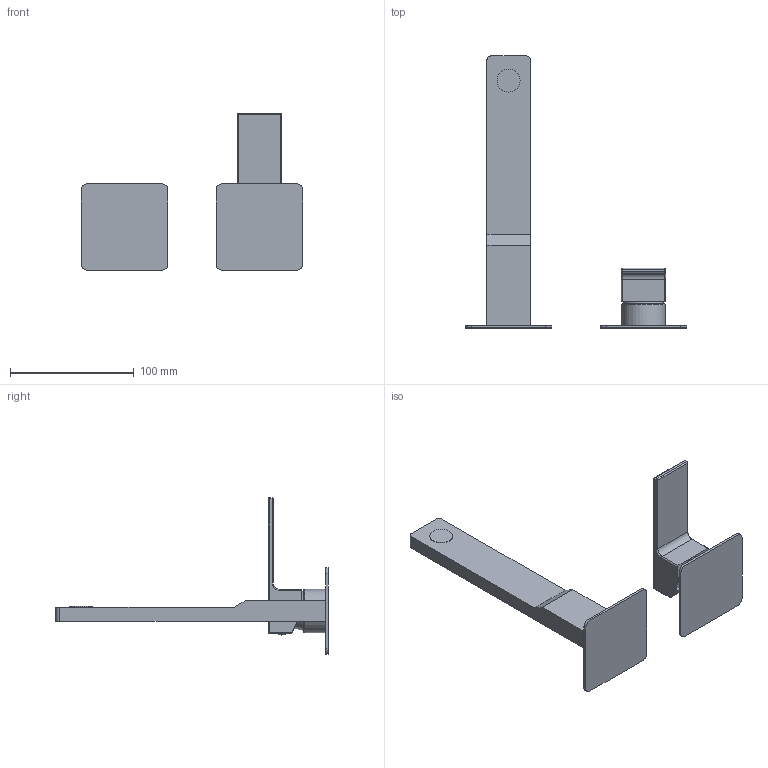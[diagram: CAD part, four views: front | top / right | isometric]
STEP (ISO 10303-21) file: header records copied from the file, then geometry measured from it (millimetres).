
FILE_DESCRIPTION((''),'2;1');
FILE_NAME('EL105CR70','2021-01-14T08:47:42',('ut3'),('PAFFONI SpA'),'CREO PARAMETRIC BY PTC INC, 2020044','CREO PARAMETRIC BY PTC INC, 2020044','');
FILE_SCHEMA(('CONFIG_CONTROL_DESIGN','SHAPE_APPEARANCE_LAYERS_GROUPS'));
Length unit declared in the file: millimetre
Products named in the file (1): EL105CR70
Bounding box: 179 x 220 x 126.72 mm (x, y, z)
Volume: 152220.9 mm3; surface area: 62175.8 mm2
Topology: 3 solids, 3 shells, 164 faces, 381 edges, 235 vertices
Faces by surface type: cylinder 64, plane 62, cone 18, sphere 8, torus 6, bspline 6
Entity records: 6610 total; most frequent: CARTESIAN_POINT 1661, DIRECTION 797, ORIENTED_EDGE 758, EDGE_CURVE 379, AXIS2_PLACEMENT_3D 300, VERTEX_POINT 235, VECTOR 197, LINE 197
